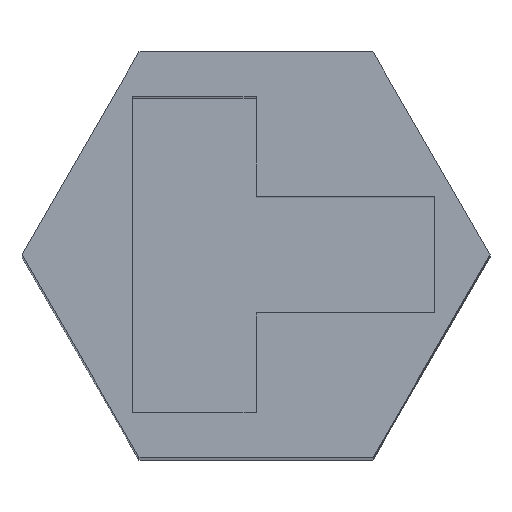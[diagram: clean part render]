
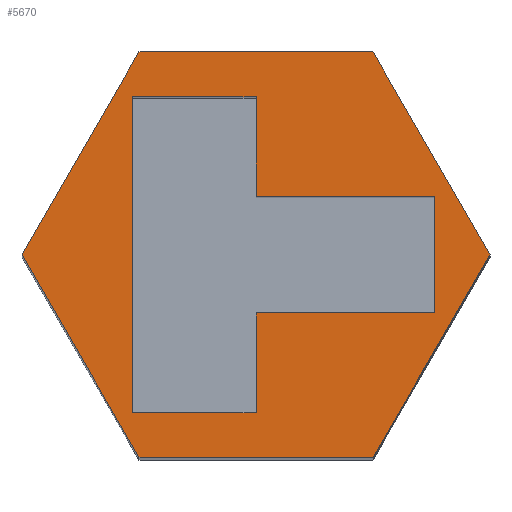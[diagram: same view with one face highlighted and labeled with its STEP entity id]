
A CAD part, top view. The second image highlights one B-rep face of the part: STEP entity #5670.
In plain terms, the highlighted face is planar.
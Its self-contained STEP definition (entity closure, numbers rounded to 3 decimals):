
#200=CARTESIAN_POINT('',(80.706,51.448,3.005));
#210=VERTEX_POINT('',#200);
#240=CARTESIAN_POINT('',(80.706,49.148,3.005));
#250=DIRECTION('',(0.,-1.,0.));
#260=VECTOR('',#250,1.);
#270=LINE('',#240,#260);
#280=CARTESIAN_POINT('',(80.706,49.998,3.005));
#290=VERTEX_POINT('',#280);
#300=EDGE_CURVE('',#210,#290,#270,.T.);
#980=CARTESIAN_POINT('',(77.3,49.148,3.005));
#990=VERTEX_POINT('',#980);
#1140=CARTESIAN_POINT('',(79.003,46.198,3.005));
#1150=VERTEX_POINT('',#1140);
#1180=CARTESIAN_POINT('',(77.3,49.148,3.005));
#1190=DIRECTION('',(-0.5,0.866,0.));
#1200=VECTOR('',#1190,1.);
#1210=LINE('',#1180,#1200);
#1220=EDGE_CURVE('',#1150,#990,#1210,.T.);
#1320=CARTESIAN_POINT('',(84.113,49.148,3.005));
#1330=DIRECTION('',(-0.5,-0.866,0.));
#1340=VECTOR('',#1330,1.);
#1350=LINE('',#1320,#1340);
#1360=CARTESIAN_POINT('',(84.113,49.148,3.005));
#1370=VERTEX_POINT('',#1360);
#1380=CARTESIAN_POINT('',(82.41,46.198,3.005));
#1390=VERTEX_POINT('',#1380);
#1400=EDGE_CURVE('',#1370,#1390,#1350,.T.);
#2380=CARTESIAN_POINT('',(80.706,49.998,3.005));
#2390=DIRECTION('',(-1.,0.,0.));
#2400=VECTOR('',#2390,1.);
#2410=LINE('',#2380,#2400);
#2420=CARTESIAN_POINT('',(78.107,49.998,3.005));
#2430=VERTEX_POINT('',#2420);
#2440=EDGE_CURVE('',#290,#2430,#2410,.T.);
#2740=CARTESIAN_POINT('',(82.506,46.848,3.005));
#2750=VERTEX_POINT('',#2740);
#2780=CARTESIAN_POINT('',(82.506,49.148,3.005));
#2790=DIRECTION('',(0.,1.,0.));
#2800=VECTOR('',#2790,1.);
#2810=LINE('',#2780,#2800);
#2820=CARTESIAN_POINT('',(82.506,51.448,3.005));
#2830=VERTEX_POINT('',#2820);
#2840=EDGE_CURVE('',#2750,#2830,#2810,.T.);
#3000=CARTESIAN_POINT('',(77.3,49.148,3.005));
#3010=DIRECTION('',(0.5,0.866,-0.));
#3020=VECTOR('',#3010,1.);
#3030=LINE('',#3000,#3020);
#3040=CARTESIAN_POINT('',(79.003,52.098,3.005));
#3050=VERTEX_POINT('',#3040);
#3060=EDGE_CURVE('',#990,#3050,#3030,.T.);
#3570=CARTESIAN_POINT('',(78.107,49.148,3.005));
#3580=DIRECTION('',(0.,-1.,0.));
#3590=VECTOR('',#3580,1.);
#3600=LINE('',#3570,#3590);
#3610=CARTESIAN_POINT('',(78.107,48.298,3.005));
#3620=VERTEX_POINT('',#3610);
#3630=EDGE_CURVE('',#2430,#3620,#3600,.T.);
#4410=CARTESIAN_POINT('',(80.676,51.448,3.005));
#4420=DIRECTION('',(-1.,0.,0.));
#4430=VECTOR('',#4420,1.);
#4440=LINE('',#4410,#4430);
#4450=EDGE_CURVE('',#2830,#210,#4440,.T.);
#4590=CARTESIAN_POINT('',(80.706,48.298,3.005));
#4600=DIRECTION('',(1.,0.,0.));
#4610=VECTOR('',#4600,1.);
#4620=LINE('',#4590,#4610);
#4630=CARTESIAN_POINT('',(80.706,48.298,3.005));
#4640=VERTEX_POINT('',#4630);
#4650=EDGE_CURVE('',#3620,#4640,#4620,.T.);
#5070=CARTESIAN_POINT('',(80.706,46.848,3.005));
#5080=VERTEX_POINT('',#5070);
#5130=CARTESIAN_POINT('',(80.706,49.148,3.005));
#5140=DIRECTION('',(0.,-1.,0.));
#5150=VECTOR('',#5140,1.);
#5160=LINE('',#5130,#5150);
#5170=EDGE_CURVE('',#4640,#5080,#5160,.T.);
#5220=CARTESIAN_POINT('',(79.775,48.516,
3.005));
#5230=DIRECTION('',(0.,0.,-1.));
#5240=DIRECTION('',(-1.,0.,0.));
#5250=AXIS2_PLACEMENT_3D('',#5220,#5230,#5240);
#5260=PLANE('',#5250);
#5270=ORIENTED_EDGE('',*,*,#2840,.T.);
#5280=CARTESIAN_POINT('',(80.676,46.848,3.005));
#5290=DIRECTION('',(1.,0.,0.));
#5300=VECTOR('',#5290,1.);
#5310=LINE('',#5280,#5300);
#5320=EDGE_CURVE('',#5080,#2750,#5310,.T.);
#5330=ORIENTED_EDGE('',*,*,#5320,.T.);
#5340=ORIENTED_EDGE('',*,*,#5170,.T.);
#5350=ORIENTED_EDGE('',*,*,#4650,.T.);
#5360=ORIENTED_EDGE('',*,*,#3630,.T.);
#5370=ORIENTED_EDGE('',*,*,#2440,.T.);
#5380=ORIENTED_EDGE('',*,*,#300,.T.);
#5390=ORIENTED_EDGE('',*,*,#4450,.T.);
#5400=EDGE_LOOP('',(#5390,#5380,#5370,#5360,#5350,#5340,#5330,#5270));
#5410=FACE_BOUND('',#5400,.T.);
#5420=CARTESIAN_POINT('',(84.113,49.148,3.005));
#5430=DIRECTION('',(0.5,-0.866,0.));
#5440=VECTOR('',#5430,1.);
#5450=LINE('',#5420,#5440);
#5460=CARTESIAN_POINT('',(82.41,52.098,3.005));
#5470=VERTEX_POINT('',#5460);
#5480=EDGE_CURVE('',#5470,#1370,#5450,.T.);
#5490=ORIENTED_EDGE('',*,*,#5480,.T.);
#5500=CARTESIAN_POINT('',(80.706,52.098,3.005));
#5510=DIRECTION('',(1.,0.,0.));
#5520=VECTOR('',#5510,1.);
#5530=LINE('',#5500,#5520);
#5540=EDGE_CURVE('',#3050,#5470,#5530,.T.);
#5550=ORIENTED_EDGE('',*,*,#5540,.T.);
#5560=ORIENTED_EDGE('',*,*,#3060,.T.);
#5570=ORIENTED_EDGE('',*,*,#1220,.T.);
#5580=CARTESIAN_POINT('',(80.706,46.198,3.005));
#5590=DIRECTION('',(-1.,0.,0.));
#5600=VECTOR('',#5590,1.);
#5610=LINE('',#5580,#5600);
#5620=EDGE_CURVE('',#1390,#1150,#5610,.T.);
#5630=ORIENTED_EDGE('',*,*,#5620,.T.);
#5640=ORIENTED_EDGE('',*,*,#1400,.T.);
#5650=EDGE_LOOP('',(#5640,#5630,#5570,#5560,#5550,#5490));
#5660=FACE_OUTER_BOUND('',#5650,.T.);
#5670=ADVANCED_FACE('',(#5410,#5660),#5260,.T.);
